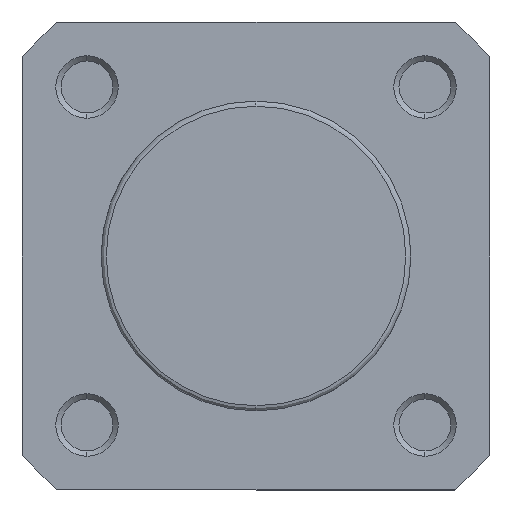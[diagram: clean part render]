
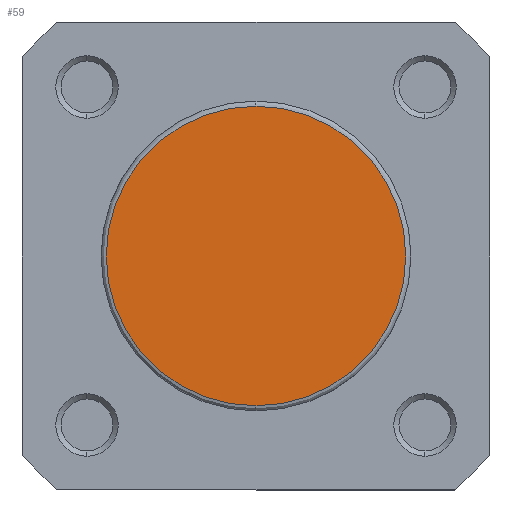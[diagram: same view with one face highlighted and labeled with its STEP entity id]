
A CAD part, left-side view. The second image highlights one B-rep face of the part: STEP entity #59.
In plain terms, the highlighted planar face has unit normal (-1, 0, 0).
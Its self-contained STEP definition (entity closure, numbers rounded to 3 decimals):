
#59 = ADVANCED_FACE ( 'NONE', ( #2047 ), #3347, .T. ) ;
#632 = EDGE_CURVE ( 'NONE', #3129, #2869, #5247, .T. ) ;
#636 = EDGE_CURVE ( 'NONE', #2869, #3129, #5254, .T. ) ;
#741 = AXIS2_PLACEMENT_3D ( 'NONE', #3346, #3348, #3349 ) ;
#1040 = AXIS2_PLACEMENT_3D ( 'NONE', #5813, #5814, #5815 ) ;
#1053 = AXIS2_PLACEMENT_3D ( 'NONE', #5820, #5826, #5827 ) ;
#1700 = EDGE_LOOP ( 'NONE', ( #2403, #2402 ) ) ;
#2047 = FACE_OUTER_BOUND ( 'NONE', #1700, .T. ) ;
#2402 = ORIENTED_EDGE ( 'NONE', *, *, #636, .T. ) ;
#2403 = ORIENTED_EDGE ( 'NONE', *, *, #632, .T. ) ;
#2869 = VERTEX_POINT ( 'NONE', #6015 ) ;
#3129 = VERTEX_POINT ( 'NONE', #6206 ) ;
#3346 = CARTESIAN_POINT ( 'NONE',  ( 0., -14.9, 0. ) ) ;
#3347 = PLANE ( 'NONE',  #741 ) ;
#3348 = DIRECTION ( 'NONE',  ( -1., 0., 0. ) ) ;
#3349 = DIRECTION ( 'NONE',  ( 0., 0., 1. ) ) ;
#5247 = CIRCLE ( 'NONE', #1040, 14.4 ) ;
#5254 = CIRCLE ( 'NONE', #1053, 14.4 ) ;
#5813 = CARTESIAN_POINT ( 'NONE',  ( 0., 0., 0. ) ) ;
#5814 = DIRECTION ( 'NONE',  ( -1., 0., 0. ) ) ;
#5815 = DIRECTION ( 'NONE',  ( 0., 0., 1. ) ) ;
#5820 = CARTESIAN_POINT ( 'NONE',  ( 0., 0., 0. ) ) ;
#5826 = DIRECTION ( 'NONE',  ( -1., 0., 0. ) ) ;
#5827 = DIRECTION ( 'NONE',  ( 0., 0., 1. ) ) ;
#6015 = CARTESIAN_POINT ( 'NONE',  ( 0., 0., -14.4 ) ) ;
#6206 = CARTESIAN_POINT ( 'NONE',  ( 0., 0., 14.4 ) ) ;
